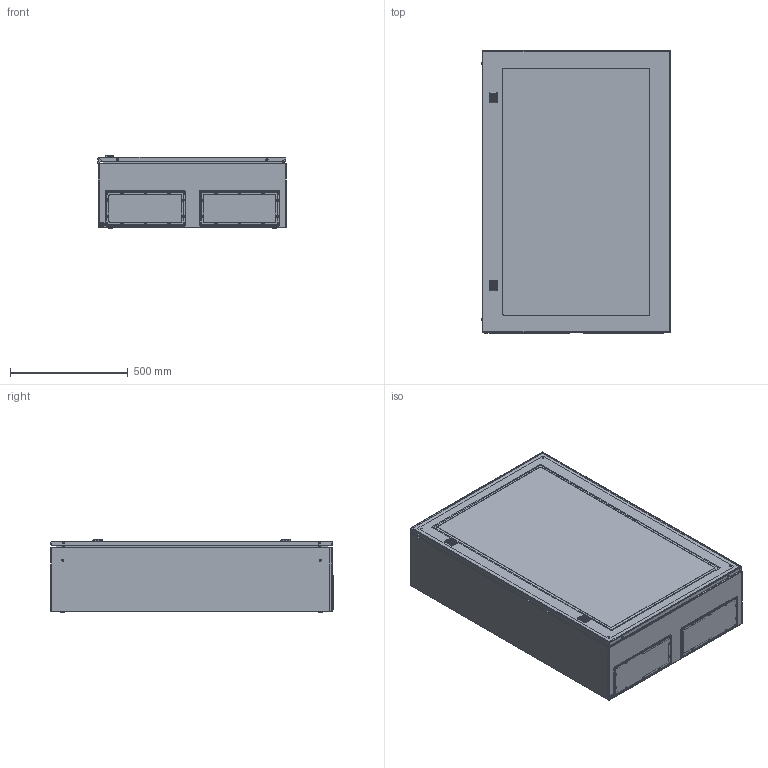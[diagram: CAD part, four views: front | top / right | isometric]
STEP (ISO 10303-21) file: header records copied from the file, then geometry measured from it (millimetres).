
FILE_DESCRIPTION (( 'STEP AP203' ), '1' );
FILE_NAME ('R5STX1283.STEP', '2020-05-12T07:35:29', ( '' ), ( '' ), 'SwSTEP 2.0', 'SolidWorks 2019', '' );
FILE_SCHEMA (( 'CONFIG_CONTROL_DESIGN' ));
Length unit declared in the file: millimetre
Products named in the file (41): M4x8 GOST 17475-80 (DIN 965)_straight; RB.0048.10.00.0 捘_-08 (1200x800); RB.0048.11.00.0 C縫-02 with screw; AC00C112; RB.0048.01.00.1 CÁ_-43 (1200å800å300); M6x10-A1100004_straight; AC00C061_AC00C061; AC00C380; AC00C401_AC00C401; PF 7,5x15 door ST_new_1200x0800; AC00C317; BOX01-R_Defaulf; RB.0048.02.00.1 C縫-42 (1200x800x300); RB.0048.00.02.1_-17 (1200å800); Ì6-GOST 5915-70 (DIN 934) (CM110600)_straight; AC00C503-R_AC00C503-R; Ac00c316; AC00C344_AC00C344; RB.0048.11.01.0_-02 (153x343); R5STX1283; M6-DIN 6923 (CM100600)_straight; RB.0048.01.01.1_-42 (1200x800x300); AC00C343-R_AC00C343-R; AC00C383; PF 4x8 flange ST_-02 (153x343); RB.0048.09.01.0_-08 (1200x800); RB.0048.01.02.0_-18 (1200x800); A7100032-R_mounted; RB.0048.02.01.0; Glass ST_1200x0800; M4x10 DIN 7500M PZ_stright; AC00C398; Ì6õ20-A5100001_straight; AC00C348-R_mounted; AC00C399; Glue ST_1200x0800; RB.0048.09.00.0 捘_-08 (1200x800); Ì6õ12-A5100231_straight; AC00C524-R_handle CE
Assembly tree (96 placements, depth 4):
  R5STX1283
    RB.0048.02.00.1 C縫-42 (1200x800x300)
      RB.0048.01.00.1 CÁ_-43 (1200å800å300)
        RB.0048.01.01.1_-42 (1200x800x300)
        RB.0048.01.02.0_-18 (1200x800)
        Ì6õ20-A5100001_straight  x4
        Ì6õ12-A5100231_straight  x4
      AC00C317  x4
      Ac00c316
      AC00C383  x3
      RB.0048.02.01.0  x3
      AC00C399  x3
      M4x8 GOST 17475-80 (DIN 965)_straight  x6
      AC00C061_AC00C061  x4
    RB.0048.11.00.0 C縫-02 with screw
      RB.0048.11.01.0_-02 (153x343)
      PF 4x8 flange ST_-02 (153x343)
      M4x10 DIN 7500M PZ_stright  x2
    RB.0048.11.00.0 C縫-02 with screw
      RB.0048.11.01.0_-02 (153x343)
      PF 4x8 flange ST_-02 (153x343)
      M4x10 DIN 7500M PZ_stright  x2
    AC00C401_AC00C401  x2
    Ì6-GOST 5915-70 (DIN 934) (CM110600)_straight  x4
    M6-DIN 6923 (CM100600)_straight  x4
    RB.0048.10.00.0 捘_-08 (1200x800)
      RB.0048.09.00.0 捘_-08 (1200x800)
        RB.0048.09.01.0_-08 (1200x800)
        AC00C398  x3
        Ì6õ12-A5100231_straight  x4
      AC00C112  x4
      AC00C061_AC00C061  x4
      PF 7,5x15 door ST_new_1200x0800
      BOX01-R_Defaulf
        AC00C503-R_AC00C503-R
        AC00C343-R_AC00C343-R
        A7100032-R_mounted
        AC00C348-R_mounted
        AC00C524-R_handle CE
        M6x10-A1100004_straight
      AC00C344_AC00C344  x2
      BOX01-R_Defaulf
        AC00C503-R_AC00C503-R
        AC00C343-R_AC00C343-R
        A7100032-R_mounted
        AC00C348-R_mounted
        AC00C524-R_handle CE
        M6x10-A1100004_straight
      Glass ST_1200x0800
      Glue ST_1200x0800
    AC00C380  x2
    RB.0048.00.02.1_-17 (1200å800)
Bounding box: 803.87 x 1203.4 x 309.07 mm (x, y, z)
Volume: 8992817.5 mm3; surface area: 8891144.6 mm2
Topology: 133 solids, 133 shells, 5041 faces, 12298 edges, 7996 vertices
Faces by surface type: plane 3671, cylinder 618, bspline 313, cone 270, torus 154, sphere 15
Full cylindrical faces by diameter (mm): 2.3 x6, 2.5 x22, 3.207 x4, 3.3 x6, 4 x10, 4.6 x12, 5 x20, 5.5 x16, 5.9 x24, 6 x24, 7 x8, 7.5 x12, 8 x20, 8.4 x10, 9.9 x2, 10 x2, 10.5 x2, 11.5 x4, 12.8 x2, 13 x1, 13.7 x1, 14.2 x2, 15.5 x2, 15.6 x2, 16.1 x2, 17.1 x2, 19 x2, 19.8 x2
Entity records: 114605 total; most frequent: CARTESIAN_POINT 25333, ORIENTED_EDGE 17222, DIRECTION 15848, EDGE_CURVE 8611, LINE 7196, VECTOR 7196, VERTEX_POINT 5728, EDGE_LOOP 4331
